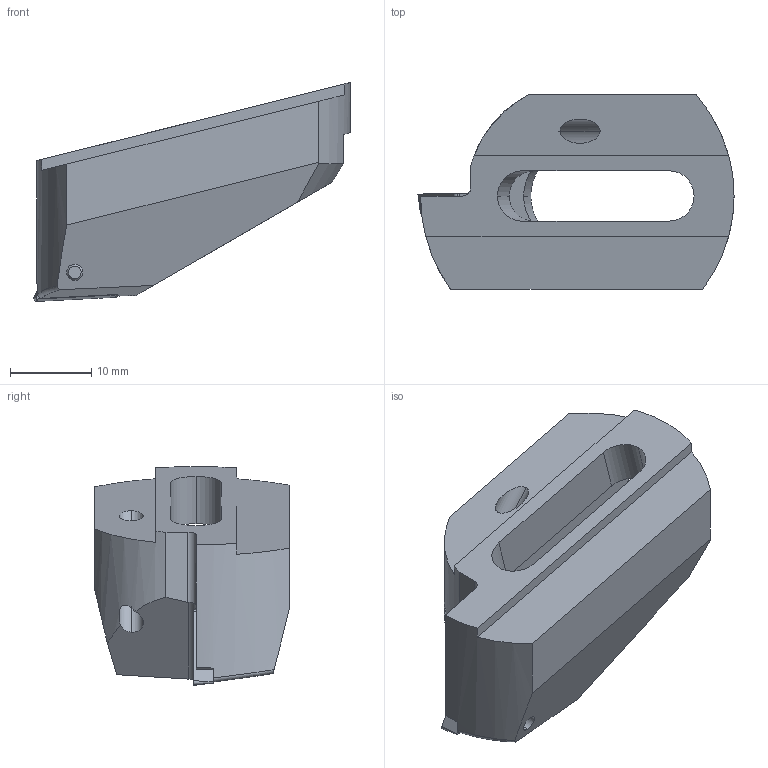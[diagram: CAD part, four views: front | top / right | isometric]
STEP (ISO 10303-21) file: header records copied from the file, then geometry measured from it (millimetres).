
FILE_DESCRIPTION(('no description'),'unknown implementation level');
FILE_NAME('2037FB92-022F-4A80-B211-7FECA07DBA8F_export.stp',' ',('CIMSOURCE GmbH'),('CADClick - KiM GmbH - www.kimweb.de'),'unknown preprocess','ACIS','unknown authorization');
FILE_SCHEMA(('automotive_design'));
Length unit declared in the file: millimetre
Products named in the file (3): 615.305 Kaiser E40_54 TC11|615.305 Kaiser E40_54 TC11_Standard;NONE; 615.305 Kaiser E40_54 TC11|0640.021_Standard;NONE; 615.305 Kaiser E40_54 TC11|694.122 Kaiser ETL M2.5x6.5 T7 IP 10S_Standard;NONE
Bounding box: 39 x 24 x 27 mm (x, y, z)
Volume: 7632.9 mm3; surface area: 4301.1 mm2
Topology: 3 solids, 3 shells, 109 faces, 287 edges, 184 vertices
Faces by surface type: cylinder 44, plane 37, cone 21, torus 6, bspline 1
Entity records: 7376 total; most frequent: CARTESIAN_POINT 1262, DIRECTION 641, STYLED_ITEM 583, PRESENTATION_STYLE_ASSIGNMENT 583, COLOUR_RGB 583, ORIENTED_EDGE 574, EDGE_CURVE 287, CURVE_STYLE 287
